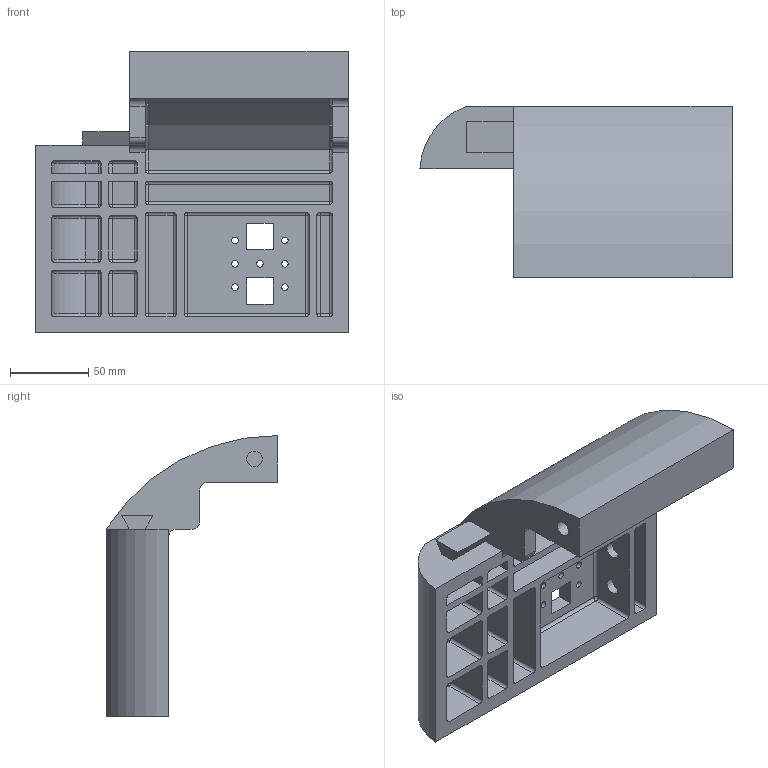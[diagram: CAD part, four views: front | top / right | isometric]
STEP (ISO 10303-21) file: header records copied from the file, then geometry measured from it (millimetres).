
FILE_DESCRIPTION(/* description */ (''),/* implementation_level */ '2;1');
FILE_NAME(/* name */ '',/* time_stamp */ '2025-05-09T02:14:06+03:00',/* author */ ('I9232'),/* organization */ (''),/* preprocessor_version */ 'ST-DEVELOPER v19.2',/* originating_system */ 'Autodesk Inventor 2023',/* authorisation */ '');
FILE_SCHEMA (('AUTOMOTIVE_DESIGN { 1 0 10303 214 3 1 1 }'));
Length unit declared in the file: millimetre
Products named in the file (1): Крышка
Bounding box: 200 x 110 x 180 mm (x, y, z)
Volume: 770441.2 mm3; surface area: 163828.4 mm2
Topology: 1 solids, 1 shells, 241 faces, 555 edges, 329 vertices
Faces by surface type: cylinder 109, plane 86, sphere 36, torus 10
Full cylindrical faces by diameter (mm): 4 x2, 4.2 x7, 10 x5
Entity records: 7006 total; most frequent: CARTESIAN_POINT 1302, DIRECTION 1243, ORIENTED_EDGE 1110, EDGE_CURVE 555, AXIS2_PLACEMENT_3D 462, VERTEX_POINT 329, LINE 319, VECTOR 319
